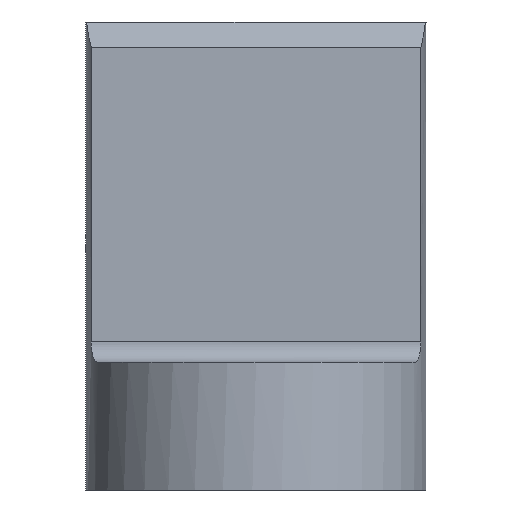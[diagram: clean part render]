
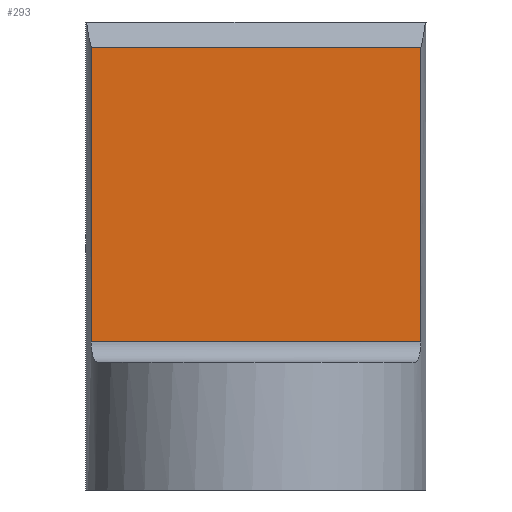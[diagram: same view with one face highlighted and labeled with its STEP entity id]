
A CAD part, left-side view. The second image highlights one B-rep face of the part: STEP entity #293.
In plain terms, the highlighted planar face has unit normal (-1, 0, 0).
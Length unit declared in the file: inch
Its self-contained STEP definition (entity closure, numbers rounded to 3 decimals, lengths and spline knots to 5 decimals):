
#26=PLANE('',#328);
#45=FACE_OUTER_BOUND('',#63,.T.);
#63=EDGE_LOOP('',(#245,#246,#247,#248));
#82=LINE('',#1181,#98);
#88=LINE('',#1226,#104);
#89=LINE('',#1251,#105);
#92=LINE('',#1259,#108);
#98=VECTOR('',#356,0.3937);
#104=VECTOR('',#380,0.3937);
#105=VECTOR('',#383,0.3937);
#108=VECTOR('',#394,0.3937);
#127=VERTEX_POINT('',#1178);
#128=VERTEX_POINT('',#1180);
#138=VERTEX_POINT('',#1225);
#141=VERTEX_POINT('',#1240);
#157=EDGE_CURVE('',#127,#128,#82,.T.);
#171=EDGE_CURVE('',#138,#128,#88,.T.);
#175=EDGE_CURVE('',#141,#127,#89,.T.);
#179=EDGE_CURVE('',#138,#141,#92,.T.);
#245=ORIENTED_EDGE('',*,*,#157,.F.);
#246=ORIENTED_EDGE('',*,*,#175,.F.);
#247=ORIENTED_EDGE('',*,*,#179,.F.);
#248=ORIENTED_EDGE('',*,*,#171,.T.);
#293=ADVANCED_FACE('',(#45),#26,.T.);
#328=AXIS2_PLACEMENT_3D('',#1261,#396,#397);
#356=DIRECTION('',(0.,-1.,0.));
#380=DIRECTION('',(0.,0.,1.));
#383=DIRECTION('',(0.,0.,1.));
#394=DIRECTION('',(0.,1.,0.));
#396=DIRECTION('center_axis',(-1.,0.,0.));
#397=DIRECTION('ref_axis',(0.,0.,1.));
#1178=CARTESIAN_POINT('',(-0.125,0.48412,1.3));
#1180=CARTESIAN_POINT('',(-0.125,-0.48412,1.3));
#1181=CARTESIAN_POINT('',(-0.125,-0.24206,1.3));
#1225=CARTESIAN_POINT('',(-0.125,-0.48412,0.435));
#1226=CARTESIAN_POINT('',(-0.125,-0.48412,0.375));
#1240=CARTESIAN_POINT('',(-0.125,0.48412,0.435));
#1251=CARTESIAN_POINT('',(-0.125,0.48412,0.375));
#1259=CARTESIAN_POINT('',(-0.125,-0.24206,0.435));
#1261=CARTESIAN_POINT('Origin',(-0.125,-0.48412,0.375));
